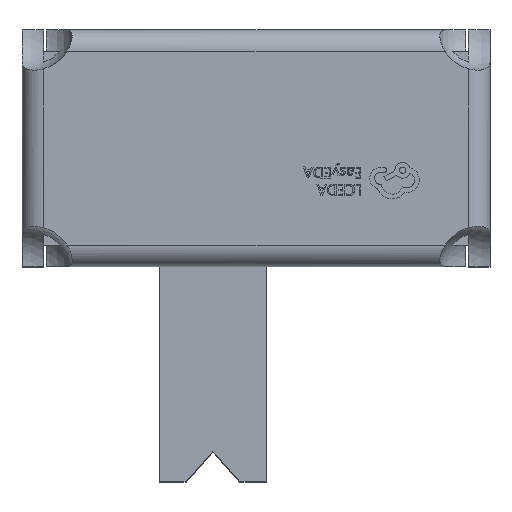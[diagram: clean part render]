
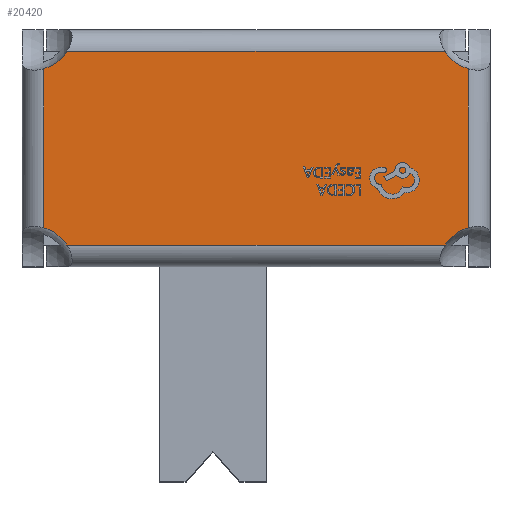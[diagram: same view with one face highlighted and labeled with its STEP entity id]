
A CAD part, top view. The second image highlights one B-rep face of the part: STEP entity #20420.
In plain terms, the highlighted planar face has unit normal (0, 0, 1).
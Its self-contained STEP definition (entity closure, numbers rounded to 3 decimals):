
#2094 = CARTESIAN_POINT ( 'NONE',  ( 8.3, -3.677, 0. ) ) ;
#2400 = ORIENTED_EDGE ( 'NONE', *, *, #11302, .T. ) ;
#2747 = PLANE ( 'NONE',  #5702 ) ;
#2895 = VECTOR ( 'NONE', #3597, 1000. ) ;
#3597 = DIRECTION ( 'NONE',  ( 0., 1., 0. ) ) ;
#3637 = VERTEX_POINT ( 'NONE', #12438 ) ;
#3731 = CIRCLE ( 'NONE', #10228, 0.75 ) ;
#3830 = AXIS2_PLACEMENT_3D ( 'NONE', #6916, #13616, #7021 ) ;
#4141 = CIRCLE ( 'NONE', #16801, 0.75 ) ;
#4365 = VERTEX_POINT ( 'NONE', #17923 ) ;
#4672 = EDGE_CURVE ( 'NONE', #18900, #17428, #7093, .T. ) ;
#4770 = AXIS2_PLACEMENT_3D ( 'NONE', #16859, #22355, #10045 ) ;
#4806 = VERTEX_POINT ( 'NONE', #21834 ) ;
#5031 = DIRECTION ( 'NONE',  ( 1., 0., 0. ) ) ;
#5702 = AXIS2_PLACEMENT_3D ( 'NONE', #7937, #18246, #16901 ) ;
#5855 = LINE ( 'NONE', #7767, #15467 ) ;
#5880 = EDGE_LOOP ( 'NONE', ( #7252, #6359, #2400, #21761, #18202, #16207, #7621, #15534 ) ) ;
#6020 = EDGE_CURVE ( 'NONE', #4365, #4806, #6401, .T. ) ;
#6029 = DIRECTION ( 'NONE',  ( 0., 0., -1. ) ) ;
#6359 = ORIENTED_EDGE ( 'NONE', *, *, #16129, .T. ) ;
#6401 = LINE ( 'NONE', #9892, #6577 ) ;
#6577 = VECTOR ( 'NONE', #5031, 1000. ) ;
#6621 = EDGE_CURVE ( 'NONE', #19257, #4365, #14523, .T. ) ;
#6916 = CARTESIAN_POINT ( 'NONE',  ( 8.5, 0., 0. ) ) ;
#7021 = DIRECTION ( 'NONE',  ( 1., 0., 0. ) ) ;
#7093 = CIRCLE ( 'NONE', #3830, 0.75 ) ;
#7252 = ORIENTED_EDGE ( 'NONE', *, *, #6020, .T. ) ;
#7324 = CARTESIAN_POINT ( 'NONE',  ( 8.3, 0., 0. ) ) ;
#7436 = VECTOR ( 'NONE', #7683, 1000. ) ;
#7621 = ORIENTED_EDGE ( 'NONE', *, *, #10241, .T. ) ;
#7683 = DIRECTION ( 'NONE',  ( -1., 0., 0. ) ) ;
#7751 = CARTESIAN_POINT ( 'NONE',  ( 7.866, -0.4, 0. ) ) ;
#7767 = CARTESIAN_POINT ( 'NONE',  ( 0.4, 0., 0. ) ) ;
#7937 = CARTESIAN_POINT ( 'NONE',  ( 0., 0., 0. ) ) ;
#8753 = CARTESIAN_POINT ( 'NONE',  ( 8.3, -0.723, 0. ) ) ;
#9151 = DIRECTION ( 'NONE',  ( 1., 0., 0. ) ) ;
#9157 = LINE ( 'NONE', #17889, #7436 ) ;
#9892 = CARTESIAN_POINT ( 'NONE',  ( 0., -4., 0. ) ) ;
#10045 = DIRECTION ( 'NONE',  ( 1., 0., 0. ) ) ;
#10228 = AXIS2_PLACEMENT_3D ( 'NONE', #10508, #12564, #9151 ) ;
#10241 = EDGE_CURVE ( 'NONE', #18452, #19257, #5855, .T. ) ;
#10508 = CARTESIAN_POINT ( 'NONE',  ( 0.2, 0., 0. ) ) ;
#11302 = EDGE_CURVE ( 'NONE', #20045, #18900, #19451, .T. ) ;
#12438 = CARTESIAN_POINT ( 'NONE',  ( 0.834, -0.4, 0. ) ) ;
#12564 = DIRECTION ( 'NONE',  ( 0., 0., -1. ) ) ;
#13138 = CARTESIAN_POINT ( 'NONE',  ( 8.5, -4.4, 0. ) ) ;
#13616 = DIRECTION ( 'NONE',  ( 0., 0., -1. ) ) ;
#14523 = CIRCLE ( 'NONE', #4770, 0.75 ) ;
#14681 = DIRECTION ( 'NONE',  ( 0., -1., 0. ) ) ;
#15467 = VECTOR ( 'NONE', #14681, 1000. ) ;
#15534 = ORIENTED_EDGE ( 'NONE', *, *, #6621, .T. ) ;
#16129 = EDGE_CURVE ( 'NONE', #4806, #20045, #4141, .T. ) ;
#16207 = ORIENTED_EDGE ( 'NONE', *, *, #17250, .T. ) ;
#16801 = AXIS2_PLACEMENT_3D ( 'NONE', #13138, #6029, #21745 ) ;
#16859 = CARTESIAN_POINT ( 'NONE',  ( 0.2, -4.4, 0. ) ) ;
#16901 = DIRECTION ( 'NONE',  ( 1., 0., 0. ) ) ;
#17250 = EDGE_CURVE ( 'NONE', #3637, #18452, #3731, .T. ) ;
#17428 = VERTEX_POINT ( 'NONE', #7751 ) ;
#17774 = CARTESIAN_POINT ( 'NONE',  ( 0.4, -0.723, 0. ) ) ;
#17889 = CARTESIAN_POINT ( 'NONE',  ( 0., -0.4, 0. ) ) ;
#17923 = CARTESIAN_POINT ( 'NONE',  ( 0.834, -4., 0. ) ) ;
#18202 = ORIENTED_EDGE ( 'NONE', *, *, #22220, .T. ) ;
#18246 = DIRECTION ( 'NONE',  ( 0., 0., 1. ) ) ;
#18452 = VERTEX_POINT ( 'NONE', #17774 ) ;
#18900 = VERTEX_POINT ( 'NONE', #8753 ) ;
#19257 = VERTEX_POINT ( 'NONE', #20253 ) ;
#19451 = LINE ( 'NONE', #7324, #2895 ) ;
#20045 = VERTEX_POINT ( 'NONE', #2094 ) ;
#20253 = CARTESIAN_POINT ( 'NONE',  ( 0.4, -3.677, 0. ) ) ;
#20387 = FACE_OUTER_BOUND ( 'NONE', #5880, .T. ) ;
#20420 = ADVANCED_FACE ( 'NONE', ( #20387 ), #2747, .T. ) ;
#21745 = DIRECTION ( 'NONE',  ( 1., 0., 0. ) ) ;
#21761 = ORIENTED_EDGE ( 'NONE', *, *, #4672, .T. ) ;
#21834 = CARTESIAN_POINT ( 'NONE',  ( 7.866, -4., 0. ) ) ;
#22220 = EDGE_CURVE ( 'NONE', #17428, #3637, #9157, .T. ) ;
#22355 = DIRECTION ( 'NONE',  ( 0., 0., -1. ) ) ;
